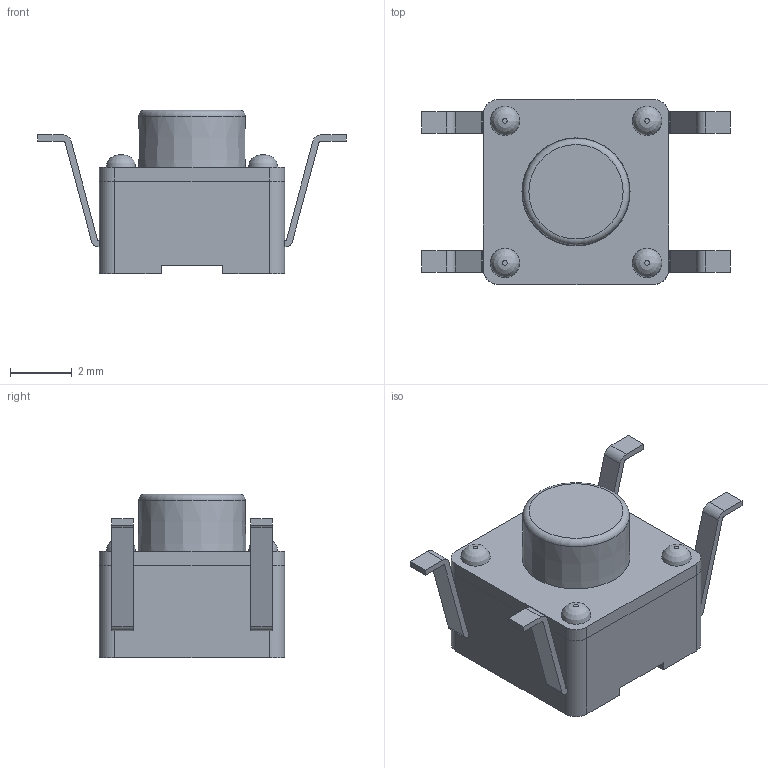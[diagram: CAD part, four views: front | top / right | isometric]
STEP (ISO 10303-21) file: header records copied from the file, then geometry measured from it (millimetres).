
FILE_DESCRIPTION(/* description */ (''),/* implementation_level */ '2;1');
FILE_NAME(/* name */ 'RT3301AFxxxQ.stp',/* time_stamp */ '2024-04-24T13:56:00-05:00',/* author */ ('mroman'),/* organization */ (''),/* preprocessor_version */ 'ST-DEVELOPER v18.1',/* originating_system */ 'Autodesk Inventor 2022',/* authorisation */ '');
FILE_SCHEMA (('AUTOMOTIVE_DESIGN { 1 0 10303 214 3 1 1 }'));
Length unit declared in the file: millimetre
Products named in the file (1): RT3301AFxxxQ
Bounding box: 10 x 6 x 5.3 mm (x, y, z)
Volume: 118.6 mm3; surface area: 311.3 mm2
Topology: 1 solids, 6 shells, 202 faces, 510 edges, 335 vertices
Faces by surface type: plane 133, cylinder 62, bspline 5, torus 1, cone 1
Full cylindrical faces by diameter (mm): 0.75 x4, 0.76 x4, 1 x1, 3.5 x1
Entity records: 6218 total; most frequent: CARTESIAN_POINT 1195, DIRECTION 1041, ORIENTED_EDGE 1018, EDGE_CURVE 509, LINE 369, VECTOR 369, AXIS2_PLACEMENT_3D 336, VERTEX_POINT 335
